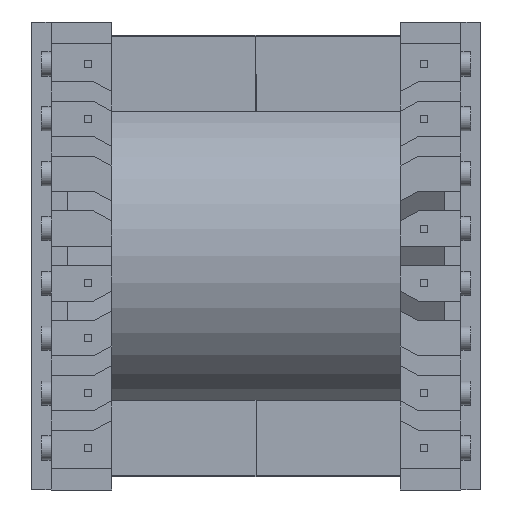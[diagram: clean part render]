
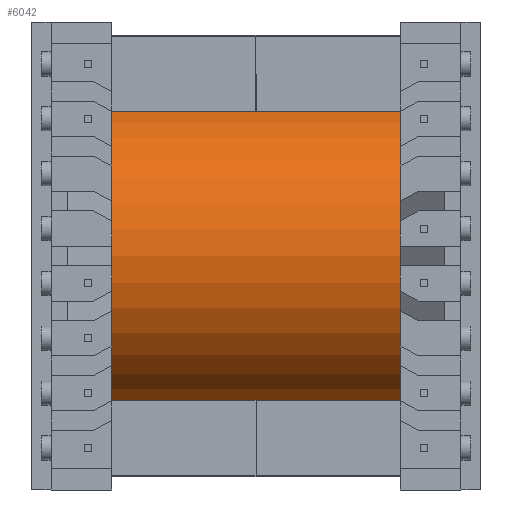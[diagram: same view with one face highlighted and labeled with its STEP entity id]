
A CAD part, front view. The second image highlights one B-rep face of the part: STEP entity #6042.
In plain terms, the highlighted cylindrical face has radius 14 mm (diameter 28 mm), a partial arc.
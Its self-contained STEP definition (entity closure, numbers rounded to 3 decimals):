
#179 = CARTESIAN_POINT ( 'NONE',  ( 0., 0., -26.3 ) ) ;
#448 = CYLINDRICAL_SURFACE ( 'NONE', #2915, 14. ) ;
#652 = CARTESIAN_POINT ( 'NONE',  ( 0., 0., 0. ) ) ;
#785 = CARTESIAN_POINT ( 'NONE',  ( 14., 0., -26.3 ) ) ;
#942 = VERTEX_POINT ( 'NONE', #8050 ) ;
#986 = CARTESIAN_POINT ( 'NONE',  ( -14., 0., 0. ) ) ;
#1644 = DIRECTION ( 'NONE',  ( 1., 0., 0. ) ) ;
#2115 = EDGE_CURVE ( 'NONE', #2917, #942, #9347, .T. ) ;
#2175 = DIRECTION ( 'NONE',  ( 0., 0., 1. ) ) ;
#2446 = LINE ( 'NONE', #5019, #8218 ) ;
#2451 = AXIS2_PLACEMENT_3D ( 'NONE', #652, #2175, #5835 ) ;
#2544 = VERTEX_POINT ( 'NONE', #4940 ) ;
#2915 = AXIS2_PLACEMENT_3D ( 'NONE', #179, #4071, #7092 ) ;
#2917 = VERTEX_POINT ( 'NONE', #986 ) ;
#2969 = EDGE_CURVE ( 'NONE', #5220, #942, #2446, .T. ) ;
#3175 = DIRECTION ( 'NONE',  ( 0., 0., 1. ) ) ;
#3316 = CARTESIAN_POINT ( 'NONE',  ( -14., 0., -26.3 ) ) ;
#3627 = AXIS2_PLACEMENT_3D ( 'NONE', #7551, #3175, #1644 ) ;
#4071 = DIRECTION ( 'NONE',  ( 0., 0., 1. ) ) ;
#4738 = LINE ( 'NONE', #3316, #9821 ) ;
#4940 = CARTESIAN_POINT ( 'NONE',  ( -14., 0., -26.3 ) ) ;
#4966 = EDGE_LOOP ( 'NONE', ( #6797, #8611, #9004, #9637 ) ) ;
#4967 = CIRCLE ( 'NONE', #3627, 14. ) ;
#5019 = CARTESIAN_POINT ( 'NONE',  ( 14., 0., -26.3 ) ) ;
#5220 = VERTEX_POINT ( 'NONE', #785 ) ;
#5419 = FACE_OUTER_BOUND ( 'NONE', #4966, .T. ) ;
#5796 = EDGE_CURVE ( 'NONE', #2544, #5220, #4967, .T. ) ;
#5835 = DIRECTION ( 'NONE',  ( 1., 0., 0. ) ) ;
#6042 = ADVANCED_FACE ( 'NONE', ( #5419 ), #448, .T. ) ;
#6797 = ORIENTED_EDGE ( 'NONE', *, *, #8898, .F. ) ;
#7092 = DIRECTION ( 'NONE',  ( 1., 0., 0. ) ) ;
#7551 = CARTESIAN_POINT ( 'NONE',  ( 0., 0., -26.3 ) ) ;
#8050 = CARTESIAN_POINT ( 'NONE',  ( 14., 0., 0. ) ) ;
#8218 = VECTOR ( 'NONE', #8736, 1000. ) ;
#8571 = DIRECTION ( 'NONE',  ( 0., 0., 1. ) ) ;
#8611 = ORIENTED_EDGE ( 'NONE', *, *, #5796, .T. ) ;
#8736 = DIRECTION ( 'NONE',  ( 0., 0., 1. ) ) ;
#8898 = EDGE_CURVE ( 'NONE', #2544, #2917, #4738, .T. ) ;
#9004 = ORIENTED_EDGE ( 'NONE', *, *, #2969, .T. ) ;
#9347 = CIRCLE ( 'NONE', #2451, 14. ) ;
#9637 = ORIENTED_EDGE ( 'NONE', *, *, #2115, .F. ) ;
#9821 = VECTOR ( 'NONE', #8571, 1000. ) ;
